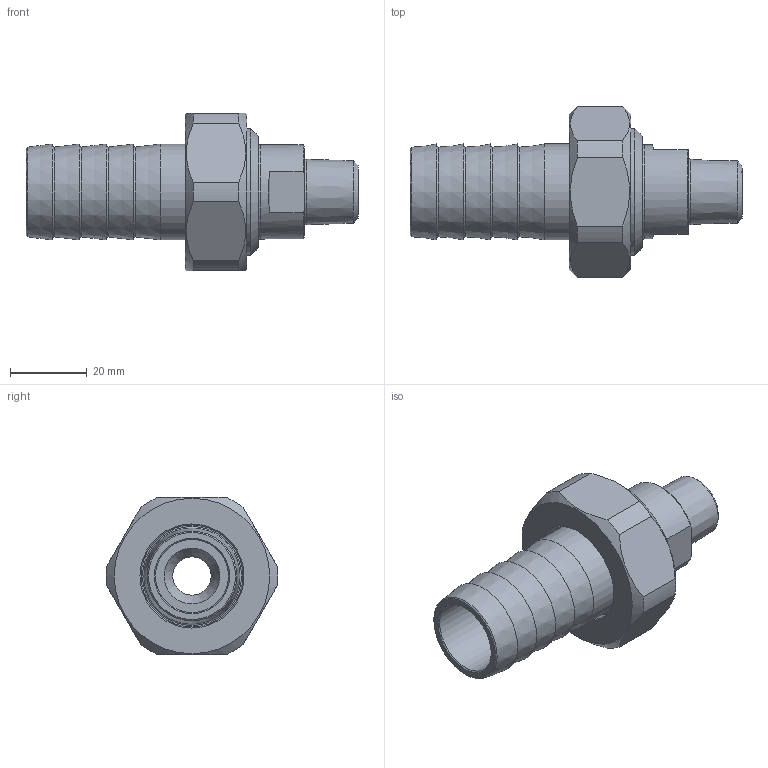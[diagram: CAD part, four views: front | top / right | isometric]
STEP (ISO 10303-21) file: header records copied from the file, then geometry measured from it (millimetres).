
FILE_DESCRIPTION(/* description */ (''),/* implementation_level */ '2;1');
FILE_NAME(/* name */ '3D_R666-SLE-UG-25-DN25-DN10_171130922.stp',/* time_stamp */ '2021-07-14T08:52:33+02:00',/* author */ ('cad'),/* organization */ (''),/* preprocessor_version */ 'ST-DEVELOPER v18.1',/* originating_system */ 'Autodesk Inventor 2022',/* authorisation */ '');
FILE_SCHEMA (('AUTOMOTIVE_DESIGN { 1 0 10303 214 3 1 1 }'));
Length unit declared in the file: millimetre
Products named in the file (4): 3D_R666-SLE-UG-25-DN25-DN10_171130922; 3D_R666-M-DN25_17113930; 3D_R666-UG-DN10-DN25_17113625; 3D_R666-SLE-25-DN25_17113450
Assembly tree (3 placements, depth 2):
  3D_R666-SLE-UG-25-DN25-DN10_171130922
    3D_R666-M-DN25_17113930
    3D_R666-UG-DN10-DN25_17113625
    3D_R666-SLE-25-DN25_17113450
Bounding box: 86.5 x 44.68 x 41 mm (x, y, z)
Volume: 35685.3 mm3; surface area: 17730.2 mm2
Topology: 3 solids, 3 shells, 69 faces, 160 edges, 105 vertices
Faces by surface type: plane 24, cone 23, cylinder 14, torus 8
Full cylindrical faces by diameter (mm): 10 x1, 19 x1, 24.5 x1, 25 x1, 26.5 x1, 29.5 x1, 30.291 x1, 33.1 x1
Entity records: 2148 total; most frequent: DIRECTION 391, CARTESIAN_POINT 373, ORIENTED_EDGE 320, AXIS2_PLACEMENT_3D 171, EDGE_CURVE 160, VERTEX_POINT 105, CIRCLE 93, EDGE_LOOP 83
